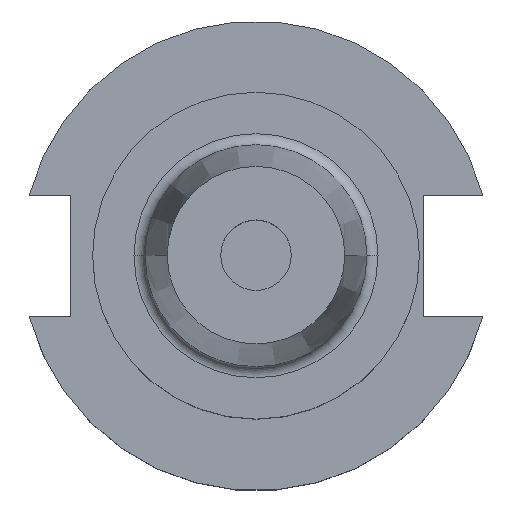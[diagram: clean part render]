
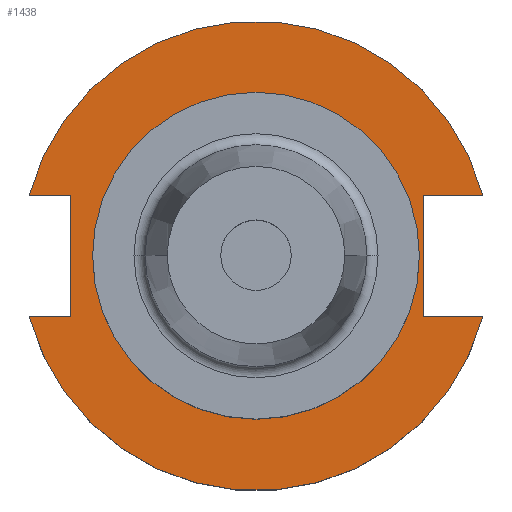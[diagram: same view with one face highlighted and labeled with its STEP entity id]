
A CAD part, top view. The second image highlights one B-rep face of the part: STEP entity #1438.
In plain terms, the highlighted planar face has unit normal (0, 0, 1).
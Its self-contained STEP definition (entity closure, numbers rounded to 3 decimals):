
#5 = VERTEX_POINT ( 'NONE', #714 ) ;
#25 = LINE ( 'NONE', #831, #1657 ) ;
#37 = DIRECTION ( 'NONE',  ( 0., 0., 1. ) ) ;
#77 = ORIENTED_EDGE ( 'NONE', *, *, #1282, .T. ) ;
#137 = CARTESIAN_POINT ( 'NONE',  ( 22.1, 0., 19.05 ) ) ;
#162 = ORIENTED_EDGE ( 'NONE', *, *, #1505, .F. ) ;
#164 = CARTESIAN_POINT ( 'NONE',  ( -30.675, 8.191, 19.05 ) ) ;
#191 = EDGE_CURVE ( 'NONE', #817, #5, #1231, .T. ) ;
#204 = CIRCLE ( 'NONE', #398, 31.75 ) ;
#208 = EDGE_CURVE ( 'NONE', #738, #914, #803, .T. ) ;
#284 = CARTESIAN_POINT ( 'NONE',  ( -25.091, 8.191, 19.05 ) ) ;
#287 = CARTESIAN_POINT ( 'NONE',  ( 0., 22.1, 19.05 ) ) ;
#311 = FACE_OUTER_BOUND ( 'NONE', #1596, .T. ) ;
#314 = CARTESIAN_POINT ( 'NONE',  ( 0., 0., 19.05 ) ) ;
#326 = DIRECTION ( 'NONE',  ( 0., 0., 1. ) ) ;
#357 = ORIENTED_EDGE ( 'NONE', *, *, #1011, .T. ) ;
#369 = ORIENTED_EDGE ( 'NONE', *, *, #949, .F. ) ;
#394 = VERTEX_POINT ( 'NONE', #1407 ) ;
#398 = AXIS2_PLACEMENT_3D ( 'NONE', #314, #1215, #437 ) ;
#408 = CARTESIAN_POINT ( 'NONE',  ( 0., -8.191, 19.05 ) ) ;
#420 = CARTESIAN_POINT ( 'NONE',  ( 22.606, 8.191, 19.05 ) ) ;
#424 = DIRECTION ( 'NONE',  ( 1., 0., 0. ) ) ;
#437 = DIRECTION ( 'NONE',  ( 1., 0., 0. ) ) ;
#468 = VERTEX_POINT ( 'NONE', #137 ) ;
#502 = ORIENTED_EDGE ( 'NONE', *, *, #918, .T. ) ;
#520 = CIRCLE ( 'NONE', #844, 22.1 ) ;
#528 = DIRECTION ( 'NONE',  ( -1., 0., 0. ) ) ;
#563 = LINE ( 'NONE', #408, #1581 ) ;
#603 = VERTEX_POINT ( 'NONE', #604 ) ;
#604 = CARTESIAN_POINT ( 'NONE',  ( 30.675, 8.191, 19.05 ) ) ;
#611 = DIRECTION ( 'NONE',  ( 0., 0., 1. ) ) ;
#642 = ORIENTED_EDGE ( 'NONE', *, *, #208, .T. ) ;
#657 = EDGE_CURVE ( 'NONE', #1122, #468, #1591, .T. ) ;
#671 = AXIS2_PLACEMENT_3D ( 'NONE', #287, #1333, #528 ) ;
#702 = CARTESIAN_POINT ( 'NONE',  ( 22.606, -8.191, 19.05 ) ) ;
#709 = AXIS2_PLACEMENT_3D ( 'NONE', #1414, #611, #1542 ) ;
#714 = CARTESIAN_POINT ( 'NONE',  ( -25.091, -8.191, 19.05 ) ) ;
#738 = VERTEX_POINT ( 'NONE', #164 ) ;
#756 = DIRECTION ( 'NONE',  ( 1., 0., 0. ) ) ;
#757 = VECTOR ( 'NONE', #1065, 1000. ) ;
#778 = CARTESIAN_POINT ( 'NONE',  ( -30.675, -8.191, 19.05 ) ) ;
#789 = PLANE ( 'NONE',  #671 ) ;
#792 = CARTESIAN_POINT ( 'NONE',  ( 0., 0., 19.05 ) ) ;
#802 = CIRCLE ( 'NONE', #1064, 31.75 ) ;
#803 = LINE ( 'NONE', #1431, #1030 ) ;
#817 = VERTEX_POINT ( 'NONE', #778 ) ;
#831 = CARTESIAN_POINT ( 'NONE',  ( 0., 8.191, 19.05 ) ) ;
#844 = AXIS2_PLACEMENT_3D ( 'NONE', #1105, #326, #1232 ) ;
#856 = CARTESIAN_POINT ( 'NONE',  ( -25.091, 8.191, 19.05 ) ) ;
#911 = VECTOR ( 'NONE', #1135, 1000. ) ;
#914 = VERTEX_POINT ( 'NONE', #856 ) ;
#916 = VECTOR ( 'NONE', #756, 1000. ) ;
#918 = EDGE_CURVE ( 'NONE', #1650, #1336, #1615, .T. ) ;
#922 = DIRECTION ( 'NONE',  ( 1., 0., 0. ) ) ;
#924 = ORIENTED_EDGE ( 'NONE', *, *, #191, .F. ) ;
#931 = ORIENTED_EDGE ( 'NONE', *, *, #1278, .T. ) ;
#949 = EDGE_CURVE ( 'NONE', #1650, #394, #563, .T. ) ;
#962 = CARTESIAN_POINT ( 'NONE',  ( -22.1, 0., 19.05 ) ) ;
#991 = CARTESIAN_POINT ( 'NONE',  ( 22.606, 22.1, 19.05 ) ) ;
#1011 = EDGE_CURVE ( 'NONE', #817, #394, #204, .T. ) ;
#1030 = VECTOR ( 'NONE', #1620, 1000. ) ;
#1032 = EDGE_LOOP ( 'NONE', ( #162, #1523 ) ) ;
#1064 = AXIS2_PLACEMENT_3D ( 'NONE', #792, #37, #922 ) ;
#1065 = DIRECTION ( 'NONE',  ( 0., -1., 0. ) ) ;
#1105 = CARTESIAN_POINT ( 'NONE',  ( 0., 0., 19.05 ) ) ;
#1122 = VERTEX_POINT ( 'NONE', #962 ) ;
#1126 = LINE ( 'NONE', #284, #757 ) ;
#1135 = DIRECTION ( 'NONE',  ( 0., 1., 0. ) ) ;
#1215 = DIRECTION ( 'NONE',  ( 0., 0., 1. ) ) ;
#1223 = FACE_BOUND ( 'NONE', #1032, .T. ) ;
#1231 = LINE ( 'NONE', #1304, #916 ) ;
#1232 = DIRECTION ( 'NONE',  ( 1., 0., 0. ) ) ;
#1278 = EDGE_CURVE ( 'NONE', #603, #738, #802, .T. ) ;
#1282 = EDGE_CURVE ( 'NONE', #914, #5, #1126, .T. ) ;
#1304 = CARTESIAN_POINT ( 'NONE',  ( -61.091, -8.191, 19.05 ) ) ;
#1333 = DIRECTION ( 'NONE',  ( 0., 0., -1. ) ) ;
#1336 = VERTEX_POINT ( 'NONE', #420 ) ;
#1378 = DIRECTION ( 'NONE',  ( -1., 0., 0. ) ) ;
#1394 = ORIENTED_EDGE ( 'NONE', *, *, #1633, .F. ) ;
#1407 = CARTESIAN_POINT ( 'NONE',  ( 30.675, -8.191, 19.05 ) ) ;
#1414 = CARTESIAN_POINT ( 'NONE',  ( 0., 0., 19.05 ) ) ;
#1431 = CARTESIAN_POINT ( 'NONE',  ( -61.091, 8.191, 19.05 ) ) ;
#1438 = ADVANCED_FACE ( 'NONE', ( #1223, #311 ), #789, .F. ) ;
#1505 = EDGE_CURVE ( 'NONE', #468, #1122, #520, .T. ) ;
#1523 = ORIENTED_EDGE ( 'NONE', *, *, #657, .F. ) ;
#1542 = DIRECTION ( 'NONE',  ( 1., 0., 0. ) ) ;
#1581 = VECTOR ( 'NONE', #424, 1000. ) ;
#1591 = CIRCLE ( 'NONE', #709, 22.1 ) ;
#1596 = EDGE_LOOP ( 'NONE', ( #77, #924, #357, #369, #502, #1394, #931, #642 ) ) ;
#1615 = LINE ( 'NONE', #991, #911 ) ;
#1620 = DIRECTION ( 'NONE',  ( 1., 0., 0. ) ) ;
#1633 = EDGE_CURVE ( 'NONE', #603, #1336, #25, .T. ) ;
#1650 = VERTEX_POINT ( 'NONE', #702 ) ;
#1657 = VECTOR ( 'NONE', #1378, 1000. ) ;
